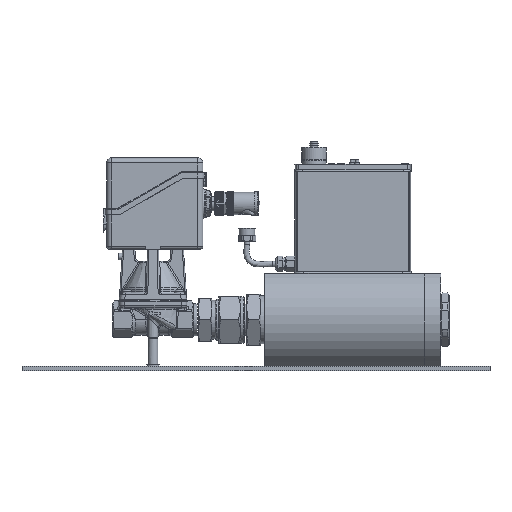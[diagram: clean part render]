
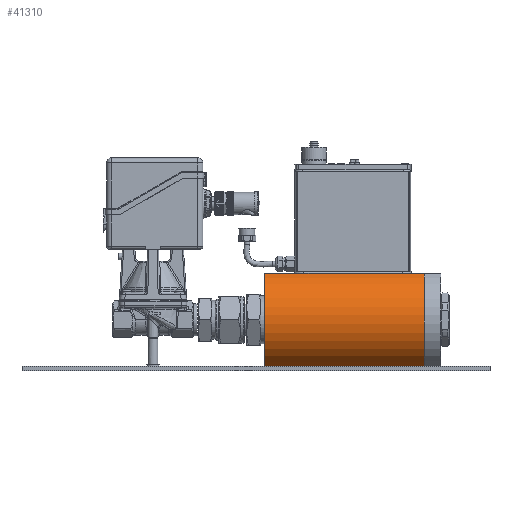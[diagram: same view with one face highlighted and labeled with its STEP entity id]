
A CAD part, front view. The second image highlights one B-rep face of the part: STEP entity #41310.
In plain terms, the highlighted cylindrical face has radius 41.5 mm (diameter 83 mm), a partial arc.
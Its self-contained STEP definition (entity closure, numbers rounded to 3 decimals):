
#3771=CIRCLE('',#45156,41.5);
#3774=CIRCLE('',#45160,41.5);
#4413=CYLINDRICAL_SURFACE('',#45159,41.5);
#6515=FACE_OUTER_BOUND('',#8884,.T.);
#8884=EDGE_LOOP('',(#35510,#35511,#35512,#35513));
#11496=LINE('',#90000,#14291);
#11664=LINE('',#90496,#14459);
#14291=VECTOR('',#54852,10.);
#14459=VECTOR('',#55378,10.);
#18091=VERTEX_POINT('',#89997);
#18092=VERTEX_POINT('',#89999);
#18238=VERTEX_POINT('',#90486);
#18241=VERTEX_POINT('',#90494);
#23797=EDGE_CURVE('',#18091,#18092,#11496,.T.);
#24040=EDGE_CURVE('',#18238,#18092,#3771,.T.);
#24044=EDGE_CURVE('',#18091,#18241,#3774,.T.);
#24045=EDGE_CURVE('',#18238,#18241,#11664,.T.);
#35510=ORIENTED_EDGE('',*,*,#24044,.T.);
#35511=ORIENTED_EDGE('',*,*,#24045,.F.);
#35512=ORIENTED_EDGE('',*,*,#24040,.T.);
#35513=ORIENTED_EDGE('',*,*,#23797,.F.);
#41310=ADVANCED_FACE('',(#6515),#4413,.T.);
#45156=AXIS2_PLACEMENT_3D('',#90487,#55367,#55368);
#45159=AXIS2_PLACEMENT_3D('',#90493,#55374,#55375);
#45160=AXIS2_PLACEMENT_3D('',#90495,#55376,#55377);
#54852=DIRECTION('',(-1.,0.,0.));
#55367=DIRECTION('center_axis',(1.,0.,0.));
#55368=DIRECTION('ref_axis',(0.,1.,0.));
#55374=DIRECTION('center_axis',(1.,0.,0.));
#55375=DIRECTION('ref_axis',(0.,-1.,0.));
#55376=DIRECTION('center_axis',(-1.,0.,0.));
#55377=DIRECTION('ref_axis',(0.,1.,0.));
#55378=DIRECTION('',(1.,0.,0.));
#89997=CARTESIAN_POINT('',(326.7,21.224,-114.115));
#89999=CARTESIAN_POINT('',(197.2,21.224,-114.115));
#90000=CARTESIAN_POINT('',(197.2,21.224,-114.115));
#90486=CARTESIAN_POINT('',(197.2,21.224,-39.115));
#90487=CARTESIAN_POINT('Origin',(197.2,39.,-76.615));
#90493=CARTESIAN_POINT('Origin',(197.2,39.,-76.615));
#90494=CARTESIAN_POINT('',(326.7,21.224,-39.115));
#90495=CARTESIAN_POINT('Origin',(326.7,39.,-76.615));
#90496=CARTESIAN_POINT('',(197.2,21.224,-39.115));
